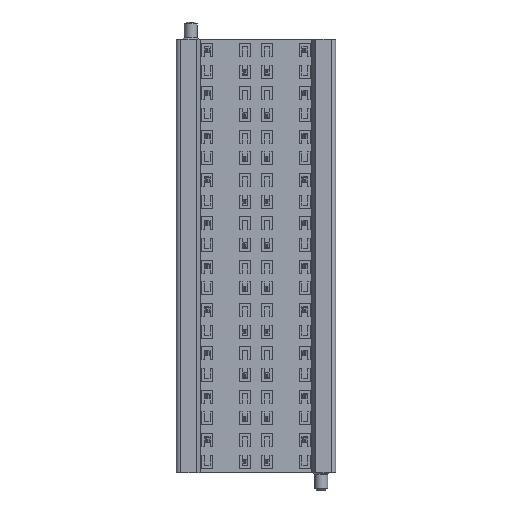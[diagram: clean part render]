
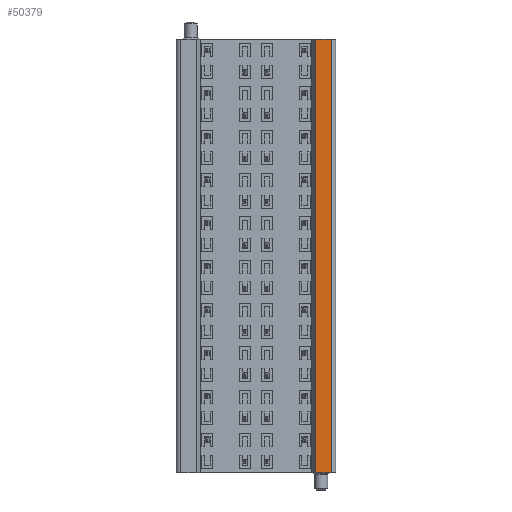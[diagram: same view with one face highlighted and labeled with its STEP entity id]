
A CAD part, front view. The second image highlights one B-rep face of the part: STEP entity #50379.
In plain terms, the highlighted planar face has unit normal (0, -1, 0).
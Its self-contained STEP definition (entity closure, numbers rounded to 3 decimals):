
#11112=DIRECTION('',(0.,0.,1.));
#11113=VECTOR('',#11112,100.);
#11114=CARTESIAN_POINT('',(-1461.157,-3768.091,-85.));
#11115=LINE('',#11114,#11113);
#11116=DIRECTION('',(1.,0.,0.));
#11117=VECTOR('',#11116,3.65);
#11118=CARTESIAN_POINT('',(-1461.157,-3768.091,
15.));
#11119=LINE('',#11118,#11117);
#11120=DIRECTION('',(0.,0.,1.));
#11121=VECTOR('',#11120,100.);
#11122=CARTESIAN_POINT('',(-1457.507,-3768.091,-85.));
#11123=LINE('',#11122,#11121);
#18062=DIRECTION('',(1.,0.,0.));
#18063=VECTOR('',#18062,3.65);
#18064=CARTESIAN_POINT('',(-1461.157,-3768.091,-85.));
#18065=LINE('',#18064,#18063);
#18898=CARTESIAN_POINT('',(-1457.507,-3768.091,
15.));
#18899=VERTEX_POINT('',#18898);
#18900=CARTESIAN_POINT('',(-1461.157,-3768.091,
15.));
#18901=VERTEX_POINT('',#18900);
#23512=CARTESIAN_POINT('',(-1461.157,-3768.091,-85.));
#23513=VERTEX_POINT('',#23512);
#23514=CARTESIAN_POINT('',(-1457.507,-3768.091,-85.));
#23515=VERTEX_POINT('',#23514);
#50365=CARTESIAN_POINT('',(-1457.507,-3768.091,
10.));
#50366=DIRECTION('',(0.,1.,0.));
#50367=DIRECTION('',(-1.,0.,0.));
#50368=AXIS2_PLACEMENT_3D('',#50365,#50366,#50367);
#50369=PLANE('',#50368);
#50371=ORIENTED_EDGE('',*,*,#50370,.F.);
#50373=ORIENTED_EDGE('',*,*,#50372,.F.);
#50374=ORIENTED_EDGE('',*,*,#50348,.T.);
#50376=ORIENTED_EDGE('',*,*,#50375,.T.);
#50377=EDGE_LOOP('',(#50371,#50373,#50374,#50376));
#50378=FACE_OUTER_BOUND('',#50377,.F.);
#50348=EDGE_CURVE('',#23513,#18901,#11115,.T.);
#50370=EDGE_CURVE('',#23515,#18899,#11123,.T.);
#50372=EDGE_CURVE('',#23513,#23515,#18065,.T.);
#50375=EDGE_CURVE('',#18901,#18899,#11119,.T.);
#50379=ADVANCED_FACE('',(#50378),#50369,.F.);
